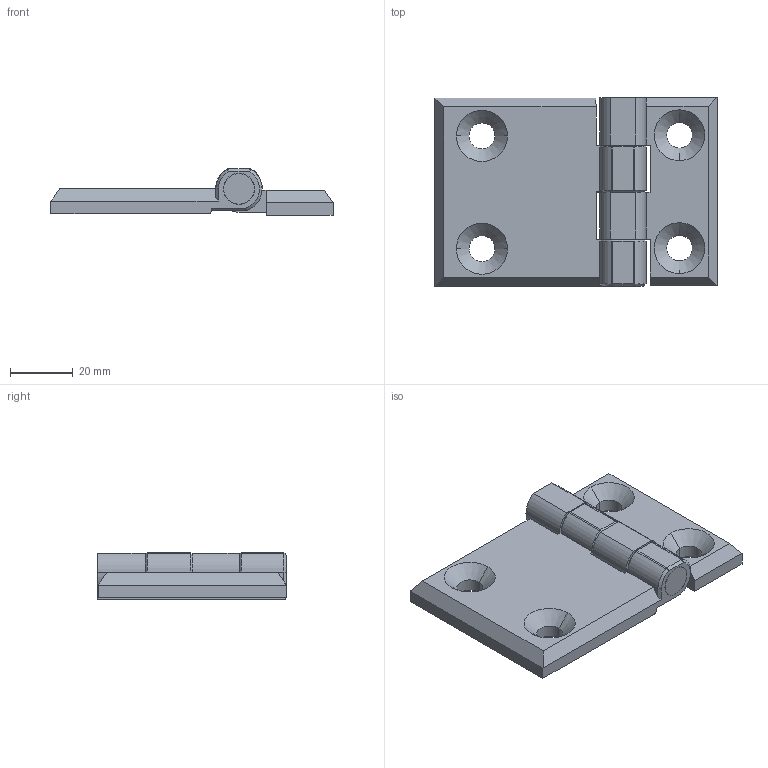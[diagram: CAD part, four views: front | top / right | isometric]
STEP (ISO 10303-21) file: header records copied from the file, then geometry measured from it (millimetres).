
FILE_DESCRIPTION (( 'STEP AP203' ), '1' );
FILE_NAME ('MY6090.1.5.4.STEP', '2022-08-16T09:32:23', ( '' ), ( '' ), 'SwSTEP 2.0', 'SolidWorks 2021', '' );
FILE_SCHEMA (( 'CONFIG_CONTROL_DESIGN' ));
Length unit declared in the file: millimetre
Products named in the file (1): MY6090.1.5.4
Bounding box: 90 x 60.2 x 14.93 mm (x, y, z)
Surface area: 18682 mm2 (no closed solid volume)
Topology: 0 solids, 4 shells, 220 faces, 612 edges, 399 vertices
Faces by surface type: plane 98, cylinder 59, cone 37, bspline 26
Entity records: 8070 total; most frequent: CARTESIAN_POINT 2584, ORIENTED_EDGE 1162, DIRECTION 1034, EDGE_CURVE 612, VERTEX_POINT 399, VECTOR 356, LINE 356, AXIS2_PLACEMENT_3D 339
